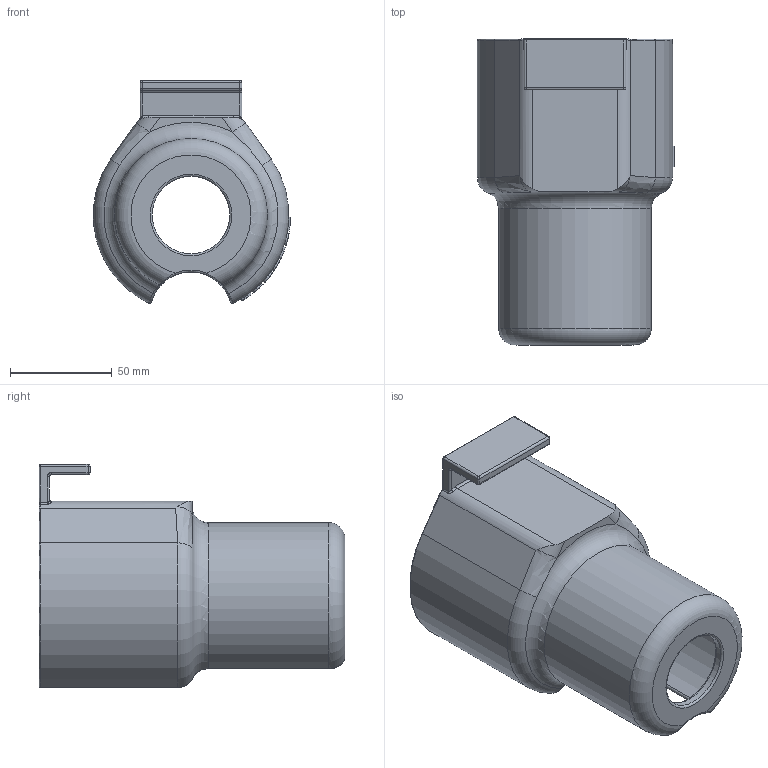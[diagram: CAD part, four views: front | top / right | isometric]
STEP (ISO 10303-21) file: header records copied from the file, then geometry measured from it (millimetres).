
FILE_DESCRIPTION(/* description */ (''),/* implementation_level */ '2;1');
FILE_NAME(/* name */ 'hobocup v2.step',/* time_stamp */ '2023-12-12T20:08:41-08:00',/* author */ (''),/* organization */ (''),/* preprocessor_version */ 'ST-DEVELOPER v20',/* originating_system */ 'Autodesk Translation Framework v12.14.0.127',/* authorisation */ '');
FILE_SCHEMA (('AUTOMOTIVE_DESIGN { 1 0 10303 214 3 1 1 }'));
Length unit declared in the file: millimetre
Products named in the file (1): hobocup
Bounding box: 96.67 x 150 x 109.41 mm (x, y, z)
Volume: 136810.4 mm3; surface area: 80545.5 mm2
Topology: 1 solids, 1 shells, 283 faces, 739 edges, 462 vertices
Faces by surface type: bspline 142, plane 63, cylinder 50, torus 24, sphere 4
Full cylindrical faces by diameter (mm): 38 x1
Entity records: 11384 total; most frequent: CARTESIAN_POINT 5300, ORIENTED_EDGE 1462, DIRECTION 902, EDGE_CURVE 731, VERTEX_POINT 462, AXIS2_PLACEMENT_3D 304, EDGE_LOOP 297, LINE 294
